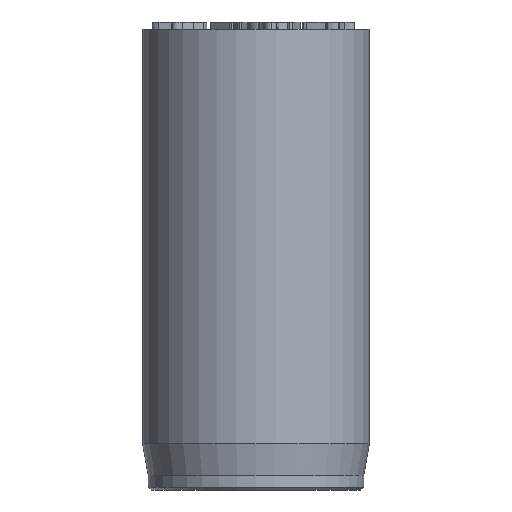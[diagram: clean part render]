
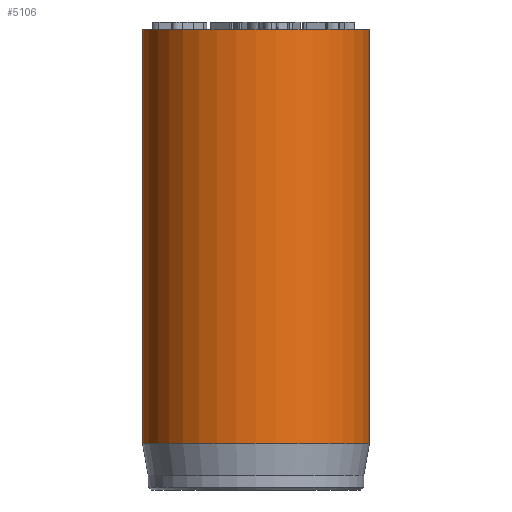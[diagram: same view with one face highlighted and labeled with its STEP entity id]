
A CAD part, front view. The second image highlights one B-rep face of the part: STEP entity #5106.
In plain terms, the highlighted cylindrical face has radius 8 mm (diameter 16 mm), a full revolution.
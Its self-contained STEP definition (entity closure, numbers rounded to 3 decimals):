
#32=CYLINDRICAL_SURFACE('',#5295,8.);
#44=CIRCLE('',#5261,8.);
#60=CIRCLE('',#5293,8.);
#61=CIRCLE('',#5294,8.);
#401=FACE_OUTER_BOUND('',#707,.T.);
#707=EDGE_LOOP('',(#4387,#4388,#4389,#4390,#4391));
#1037=LINE('',#9633,#1383);
#1383=VECTOR('',#5767,8.);
#2257=VERTEX_POINT('',#9571);
#2273=VERTEX_POINT('',#9627);
#2274=VERTEX_POINT('',#9628);
#2970=EDGE_CURVE('',#2257,#2257,#44,.T.);
#2994=EDGE_CURVE('',#2273,#2274,#60,.T.);
#2995=EDGE_CURVE('',#2274,#2273,#61,.T.);
#2997=EDGE_CURVE('',#2257,#2273,#1037,.T.);
#4387=ORIENTED_EDGE('',*,*,#2970,.T.);
#4388=ORIENTED_EDGE('',*,*,#2997,.T.);
#4389=ORIENTED_EDGE('',*,*,#2994,.T.);
#4390=ORIENTED_EDGE('',*,*,#2995,.T.);
#4391=ORIENTED_EDGE('',*,*,#2997,.F.);
#5106=ADVANCED_FACE('',(#401),#32,.T.);
#5261=AXIS2_PLACEMENT_3D('',#9572,#5688,#5689);
#5293=AXIS2_PLACEMENT_3D('',#9629,#5760,#5761);
#5294=AXIS2_PLACEMENT_3D('',#9630,#5762,#5763);
#5295=AXIS2_PLACEMENT_3D('',#9632,#5765,#5766);
#5688=DIRECTION('center_axis',(0.,0.,-1.));
#5689=DIRECTION('ref_axis',(-1.,0.,0.));
#5760=DIRECTION('center_axis',(0.,0.,1.));
#5761=DIRECTION('ref_axis',(-1.,0.,0.));
#5762=DIRECTION('center_axis',(0.,0.,1.));
#5763=DIRECTION('ref_axis',(-1.,0.,0.));
#5765=DIRECTION('center_axis',(0.,0.,1.));
#5766=DIRECTION('ref_axis',(-1.,0.,0.));
#5767=DIRECTION('',(0.,0.,-1.));
#9571=CARTESIAN_POINT('',(8.,0.,32.5));
#9572=CARTESIAN_POINT('Origin',(0.,0.,32.5));
#9627=CARTESIAN_POINT('',(8.,0.,3.269));
#9628=CARTESIAN_POINT('',(-8.,0.,3.269));
#9629=CARTESIAN_POINT('Origin',(0.,0.,3.269));
#9630=CARTESIAN_POINT('Origin',(0.,0.,3.269));
#9632=CARTESIAN_POINT('Origin',(0.,0.,0.));
#9633=CARTESIAN_POINT('',(8.,0.,0.));
